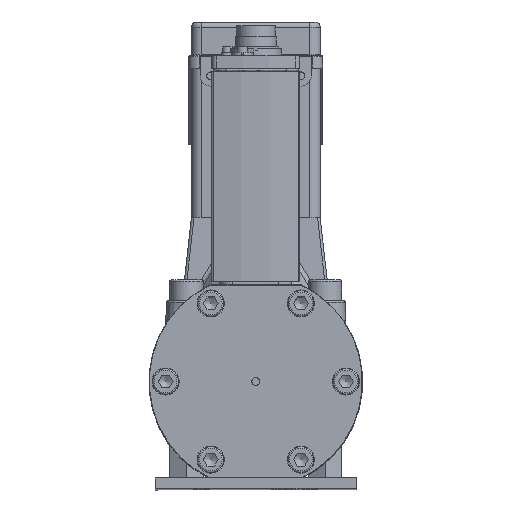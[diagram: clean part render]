
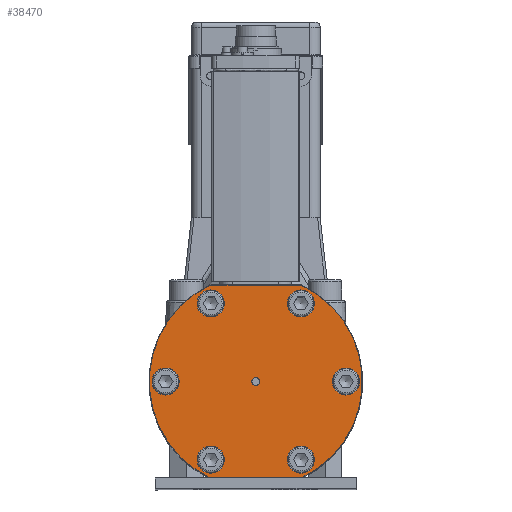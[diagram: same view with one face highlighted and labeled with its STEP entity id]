
A CAD part, top view. The second image highlights one B-rep face of the part: STEP entity #38470.
In plain terms, the highlighted planar face has unit normal (0, 0, 1).
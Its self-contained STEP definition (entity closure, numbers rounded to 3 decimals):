
#918=FACE_BOUND('',#12161,.T.);
#919=FACE_BOUND('',#12162,.T.);
#920=FACE_BOUND('',#12163,.T.);
#921=FACE_BOUND('',#12164,.T.);
#922=FACE_BOUND('',#12165,.T.);
#923=FACE_BOUND('',#12166,.T.);
#924=FACE_BOUND('',#12167,.T.);
#3559=LINE('',#82732,#6118);
#3560=LINE('',#82736,#6119);
#6118=VECTOR('',#50273,10.);
#6119=VECTOR('',#50276,10.);
#7509=PLANE('',#41801);
#9900=FACE_OUTER_BOUND('',#12160,.T.);
#12160=EDGE_LOOP('',(#31544,#31545,#31546,#31547));
#12161=EDGE_LOOP('',(#31548));
#12162=EDGE_LOOP('',(#31549,#31550));
#12163=EDGE_LOOP('',(#31551,#31552));
#12164=EDGE_LOOP('',(#31553,#31554));
#12165=EDGE_LOOP('',(#31555,#31556));
#12166=EDGE_LOOP('',(#31557,#31558));
#12167=EDGE_LOOP('',(#31559,#31560));
#14094=CIRCLE('',#41802,41.35);
#14095=CIRCLE('',#41803,41.35);
#14096=CIRCLE('',#41804,1.5);
#14097=CIRCLE('',#41805,5.25);
#14098=CIRCLE('',#41806,5.25);
#14099=CIRCLE('',#41807,5.25);
#14100=CIRCLE('',#41808,5.25);
#14101=CIRCLE('',#41809,5.25);
#14102=CIRCLE('',#41810,5.25);
#14103=CIRCLE('',#41811,5.25);
#14104=CIRCLE('',#41812,5.25);
#14105=CIRCLE('',#41813,5.25);
#14106=CIRCLE('',#41814,5.25);
#14107=CIRCLE('',#41815,5.25);
#14108=CIRCLE('',#41816,5.25);
#17266=VERTEX_POINT('',#82730);
#17267=VERTEX_POINT('',#82731);
#17268=VERTEX_POINT('',#82733);
#17269=VERTEX_POINT('',#82735);
#17270=VERTEX_POINT('',#82738);
#17271=VERTEX_POINT('',#82740);
#17272=VERTEX_POINT('',#82741);
#17273=VERTEX_POINT('',#82744);
#17274=VERTEX_POINT('',#82745);
#17275=VERTEX_POINT('',#82748);
#17276=VERTEX_POINT('',#82749);
#17277=VERTEX_POINT('',#82752);
#17278=VERTEX_POINT('',#82753);
#17279=VERTEX_POINT('',#82756);
#17280=VERTEX_POINT('',#82757);
#17281=VERTEX_POINT('',#82760);
#17282=VERTEX_POINT('',#82761);
#22222=EDGE_CURVE('',#17266,#17267,#3559,.T.);
#22223=EDGE_CURVE('',#17268,#17266,#14094,.T.);
#22224=EDGE_CURVE('',#17269,#17268,#3560,.T.);
#22225=EDGE_CURVE('',#17267,#17269,#14095,.T.);
#22226=EDGE_CURVE('',#17270,#17270,#14096,.T.);
#22227=EDGE_CURVE('',#17271,#17272,#14097,.T.);
#22228=EDGE_CURVE('',#17272,#17271,#14098,.T.);
#22229=EDGE_CURVE('',#17273,#17274,#14099,.T.);
#22230=EDGE_CURVE('',#17274,#17273,#14100,.T.);
#22231=EDGE_CURVE('',#17275,#17276,#14101,.T.);
#22232=EDGE_CURVE('',#17276,#17275,#14102,.T.);
#22233=EDGE_CURVE('',#17277,#17278,#14103,.T.);
#22234=EDGE_CURVE('',#17278,#17277,#14104,.T.);
#22235=EDGE_CURVE('',#17279,#17280,#14105,.T.);
#22236=EDGE_CURVE('',#17280,#17279,#14106,.T.);
#22237=EDGE_CURVE('',#17281,#17282,#14107,.T.);
#22238=EDGE_CURVE('',#17282,#17281,#14108,.T.);
#31544=ORIENTED_EDGE('',*,*,#22222,.F.);
#31545=ORIENTED_EDGE('',*,*,#22223,.F.);
#31546=ORIENTED_EDGE('',*,*,#22224,.F.);
#31547=ORIENTED_EDGE('',*,*,#22225,.F.);
#31548=ORIENTED_EDGE('',*,*,#22226,.T.);
#31549=ORIENTED_EDGE('',*,*,#22227,.T.);
#31550=ORIENTED_EDGE('',*,*,#22228,.T.);
#31551=ORIENTED_EDGE('',*,*,#22229,.T.);
#31552=ORIENTED_EDGE('',*,*,#22230,.T.);
#31553=ORIENTED_EDGE('',*,*,#22231,.T.);
#31554=ORIENTED_EDGE('',*,*,#22232,.T.);
#31555=ORIENTED_EDGE('',*,*,#22233,.T.);
#31556=ORIENTED_EDGE('',*,*,#22234,.T.);
#31557=ORIENTED_EDGE('',*,*,#22235,.T.);
#31558=ORIENTED_EDGE('',*,*,#22236,.T.);
#31559=ORIENTED_EDGE('',*,*,#22237,.T.);
#31560=ORIENTED_EDGE('',*,*,#22238,.T.);
#38470=ADVANCED_FACE('',(#9900,#918,#919,#920,#921,#922,#923,#924),#7509,
 .T.);
#41801=AXIS2_PLACEMENT_3D('',#82729,#50271,#50272);
#41802=AXIS2_PLACEMENT_3D('',#82734,#50274,#50275);
#41803=AXIS2_PLACEMENT_3D('',#82737,#50277,#50278);
#41804=AXIS2_PLACEMENT_3D('',#82739,#50279,#50280);
#41805=AXIS2_PLACEMENT_3D('',#82742,#50281,#50282);
#41806=AXIS2_PLACEMENT_3D('',#82743,#50283,#50284);
#41807=AXIS2_PLACEMENT_3D('',#82746,#50285,#50286);
#41808=AXIS2_PLACEMENT_3D('',#82747,#50287,#50288);
#41809=AXIS2_PLACEMENT_3D('',#82750,#50289,#50290);
#41810=AXIS2_PLACEMENT_3D('',#82751,#50291,#50292);
#41811=AXIS2_PLACEMENT_3D('',#82754,#50293,#50294);
#41812=AXIS2_PLACEMENT_3D('',#82755,#50295,#50296);
#41813=AXIS2_PLACEMENT_3D('',#82758,#50297,#50298);
#41814=AXIS2_PLACEMENT_3D('',#82759,#50299,#50300);
#41815=AXIS2_PLACEMENT_3D('',#82762,#50301,#50302);
#41816=AXIS2_PLACEMENT_3D('',#82763,#50303,#50304);
#50271=DIRECTION('center_axis',(0.,0.,
1.));
#50272=DIRECTION('ref_axis',(-1.,0.,0.));
#50273=DIRECTION('',(-1.,0.,0.));
#50274=DIRECTION('center_axis',(0.,0.,
-1.));
#50275=DIRECTION('ref_axis',(-1.,0.,0.));
#50276=DIRECTION('',(1.,0.,0.));
#50277=DIRECTION('center_axis',(0.,0.,
-1.));
#50278=DIRECTION('ref_axis',(-1.,0.,0.));
#50279=DIRECTION('center_axis',(0.,0.,
-1.));
#50280=DIRECTION('ref_axis',(-1.,0.,0.));
#50281=DIRECTION('center_axis',(0.,0.,
-1.));
#50282=DIRECTION('ref_axis',(-1.,0.,0.));
#50283=DIRECTION('center_axis',(0.,0.,
-1.));
#50284=DIRECTION('ref_axis',(-1.,0.,0.));
#50285=DIRECTION('center_axis',(0.,0.,
-1.));
#50286=DIRECTION('ref_axis',(-1.,0.,0.));
#50287=DIRECTION('center_axis',(0.,0.,
-1.));
#50288=DIRECTION('ref_axis',(-1.,0.,0.));
#50289=DIRECTION('center_axis',(0.,0.,
-1.));
#50290=DIRECTION('ref_axis',(-1.,0.,0.));
#50291=DIRECTION('center_axis',(0.,0.,
-1.));
#50292=DIRECTION('ref_axis',(-1.,0.,0.));
#50293=DIRECTION('center_axis',(0.,0.,
-1.));
#50294=DIRECTION('ref_axis',(-1.,0.,0.));
#50295=DIRECTION('center_axis',(0.,0.,
-1.));
#50296=DIRECTION('ref_axis',(-1.,0.,0.));
#50297=DIRECTION('center_axis',(0.,0.,
-1.));
#50298=DIRECTION('ref_axis',(-1.,0.,0.));
#50299=DIRECTION('center_axis',(0.,0.,
-1.));
#50300=DIRECTION('ref_axis',(-1.,0.,0.));
#50301=DIRECTION('center_axis',(0.,0.,
-1.));
#50302=DIRECTION('ref_axis',(-1.,0.,0.));
#50303=DIRECTION('center_axis',(0.,0.,
-1.));
#50304=DIRECTION('ref_axis',(-1.,0.,0.));
#82729=CARTESIAN_POINT('Origin',(-127.159,-241.618,289.001));
#82730=CARTESIAN_POINT('',(-109.312,-278.918,289.001));
#82731=CARTESIAN_POINT('',(-145.007,-278.918,289.001));
#82732=CARTESIAN_POINT('',(-145.007,-278.918,289.001));
#82733=CARTESIAN_POINT('',(-109.312,-204.318,289.001));
#82734=CARTESIAN_POINT('Origin',(-127.159,-241.618,289.001));
#82735=CARTESIAN_POINT('',(-145.007,-204.318,289.001));
#82736=CARTESIAN_POINT('',(-109.312,-204.318,289.001));
#82737=CARTESIAN_POINT('Origin',(-127.159,-241.618,289.001));
#82738=CARTESIAN_POINT('',(-125.659,-241.618,289.001));
#82739=CARTESIAN_POINT('Origin',(-127.159,-241.618,289.001));
#82740=CARTESIAN_POINT('',(-167.409,-241.618,289.001));
#82741=CARTESIAN_POINT('',(-156.909,-241.618,289.001));
#82742=CARTESIAN_POINT('Origin',(-162.159,-241.618,289.001));
#82743=CARTESIAN_POINT('Origin',(-162.159,-241.618,289.001));
#82744=CARTESIAN_POINT('',(-97.409,-241.618,289.001));
#82745=CARTESIAN_POINT('',(-86.909,-241.618,289.001));
#82746=CARTESIAN_POINT('Origin',(-92.159,-241.618,289.001));
#82747=CARTESIAN_POINT('Origin',(-92.159,-241.618,289.001));
#82748=CARTESIAN_POINT('',(-114.909,-211.307,289.001));
#82749=CARTESIAN_POINT('',(-104.409,-211.307,289.001));
#82750=CARTESIAN_POINT('Origin',(-109.659,-211.307,289.001));
#82751=CARTESIAN_POINT('Origin',(-109.659,-211.307,289.001));
#82752=CARTESIAN_POINT('',(-149.909,-211.307,289.001));
#82753=CARTESIAN_POINT('',(-139.409,-211.307,289.001));
#82754=CARTESIAN_POINT('Origin',(-144.659,-211.307,289.001));
#82755=CARTESIAN_POINT('Origin',(-144.659,-211.307,289.001));
#82756=CARTESIAN_POINT('',(-149.909,-271.929,289.001));
#82757=CARTESIAN_POINT('',(-139.409,-271.929,289.001));
#82758=CARTESIAN_POINT('Origin',(-144.659,-271.929,289.001));
#82759=CARTESIAN_POINT('Origin',(-144.659,-271.929,289.001));
#82760=CARTESIAN_POINT('',(-114.909,-271.929,289.001));
#82761=CARTESIAN_POINT('',(-104.409,-271.929,289.001));
#82762=CARTESIAN_POINT('Origin',(-109.659,-271.929,289.001));
#82763=CARTESIAN_POINT('Origin',(-109.659,-271.929,289.001));
